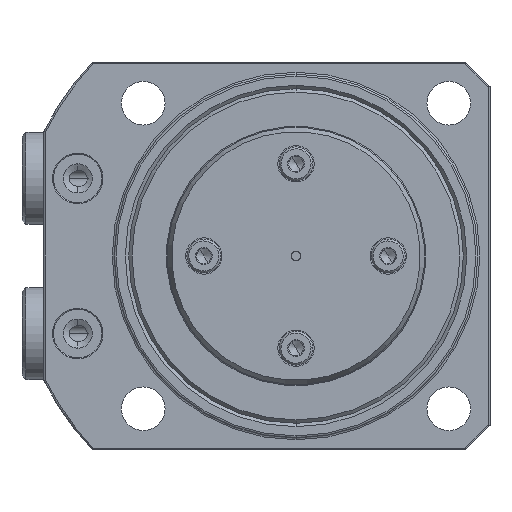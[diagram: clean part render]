
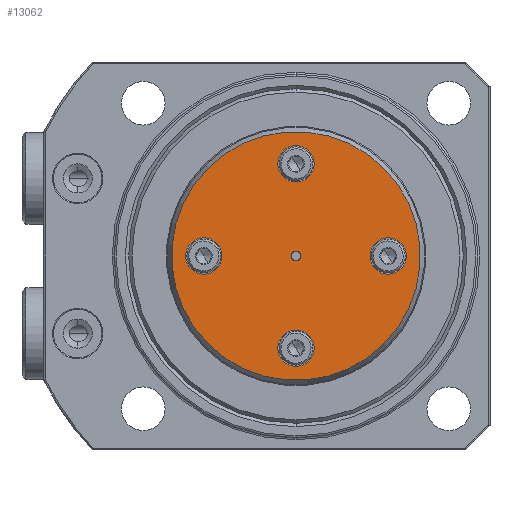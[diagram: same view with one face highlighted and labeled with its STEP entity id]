
A CAD part, front view. The second image highlights one B-rep face of the part: STEP entity #13062.
In plain terms, the highlighted planar face has unit normal (0, -1, 0).
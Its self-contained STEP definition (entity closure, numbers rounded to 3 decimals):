
#259 = AXIS2_PLACEMENT_3D ( 'NONE', #12343, #12344, #12345 ) ;
#267 = AXIS2_PLACEMENT_3D ( 'NONE', #12319, #12320, #12321 ) ;
#275 = AXIS2_PLACEMENT_3D ( 'NONE', #12295, #12296, #12297 ) ;
#280 = AXIS2_PLACEMENT_3D ( 'NONE', #12268, #12272, #12273 ) ;
#284 = AXIS2_PLACEMENT_3D ( 'NONE', #12265, #12266, #12267 ) ;
#1820 = CARTESIAN_POINT ( 'NONE',  ( 0., 0., -25.634 ) ) ;
#1821 = CARTESIAN_POINT ( 'NONE',  ( 0., 0., 25.634 ) ) ;
#1852 = CARTESIAN_POINT ( 'NONE',  ( 0., 0., 1. ) ) ;
#1854 = CARTESIAN_POINT ( 'NONE',  ( -13.435, 0., -17.185 ) ) ;
#1858 = CARTESIAN_POINT ( 'NONE',  ( 13.435, 0., 9.685 ) ) ;
#1885 = CARTESIAN_POINT ( 'NONE',  ( -13.435, 0., -9.685 ) ) ;
#1889 = CARTESIAN_POINT ( 'NONE',  ( 13.435, 0., 17.185 ) ) ;
#1903 = CARTESIAN_POINT ( 'NONE',  ( -13.435, 0., 9.685 ) ) ;
#1907 = CARTESIAN_POINT ( 'NONE',  ( -13.435, 0., 17.185 ) ) ;
#1925 = CARTESIAN_POINT ( 'NONE',  ( 0., 0., -1. ) ) ;
#1928 = CARTESIAN_POINT ( 'NONE',  ( 13.435, 0., -9.685 ) ) ;
#1930 = CARTESIAN_POINT ( 'NONE',  ( 13.435, 0., -17.185 ) ) ;
#4046 = CARTESIAN_POINT ( 'NONE',  ( -13.435, 0., 13.435 ) ) ;
#4053 = DIRECTION ( 'NONE',  ( 0., -1., 0. ) ) ;
#4054 = DIRECTION ( 'NONE',  ( 0., 0., -1. ) ) ;
#4078 = CARTESIAN_POINT ( 'NONE',  ( 13.435, 0., -13.435 ) ) ;
#4085 = DIRECTION ( 'NONE',  ( 0., -1., 0. ) ) ;
#4086 = DIRECTION ( 'NONE',  ( 0., 0., -1. ) ) ;
#4087 = CARTESIAN_POINT ( 'NONE',  ( 0., 0., 0. ) ) ;
#4088 = DIRECTION ( 'NONE',  ( 0., 1., 0. ) ) ;
#4089 = DIRECTION ( 'NONE',  ( 0., 0., 1. ) ) ;
#4090 = CARTESIAN_POINT ( 'NONE',  ( 0., 0., 0. ) ) ;
#4091 = DIRECTION ( 'NONE',  ( 0., -1., 0. ) ) ;
#4092 = DIRECTION ( 'NONE',  ( 0., 0., -1. ) ) ;
#4093 = CARTESIAN_POINT ( 'NONE',  ( -13.435, 0., -13.435 ) ) ;
#4094 = DIRECTION ( 'NONE',  ( 0., -1., 0. ) ) ;
#4095 = DIRECTION ( 'NONE',  ( 0., 0., -1. ) ) ;
#4096 = CARTESIAN_POINT ( 'NONE',  ( 13.435, 0., 13.435 ) ) ;
#4097 = DIRECTION ( 'NONE',  ( 0., -1., 0. ) ) ;
#4098 = DIRECTION ( 'NONE',  ( 0., 0., -1. ) ) ;
#4120 = CARTESIAN_POINT ( 'NONE',  ( 0., 0., 0. ) ) ;
#4127 = DIRECTION ( 'NONE',  ( 0., 1., 0. ) ) ;
#4128 = DIRECTION ( 'NONE',  ( 0., 0., 1. ) ) ;
#4480 = ORIENTED_EDGE ( 'NONE', *, *, #11284, .F. ) ;
#4481 = ORIENTED_EDGE ( 'NONE', *, *, #13296, .F. ) ;
#4485 = ORIENTED_EDGE ( 'NONE', *, *, #13298, .F. ) ;
#4486 = ORIENTED_EDGE ( 'NONE', *, *, #11260, .F. ) ;
#4487 = ORIENTED_EDGE ( 'NONE', *, *, #13288, .F. ) ;
#4489 = ORIENTED_EDGE ( 'NONE', *, *, #13299, .F. ) ;
#4491 = ORIENTED_EDGE ( 'NONE', *, *, #11258, .F. ) ;
#4497 = ORIENTED_EDGE ( 'NONE', *, *, #11268, .F. ) ;
#4498 = ORIENTED_EDGE ( 'NONE', *, *, #11276, .F. ) ;
#4499 = ORIENTED_EDGE ( 'NONE', *, *, #13309, .F. ) ;
#4518 = ORIENTED_EDGE ( 'NONE', *, *, #13295, .F. ) ;
#4522 = ORIENTED_EDGE ( 'NONE', *, *, #13297, .F. ) ;
#4980 = VERTEX_POINT ( 'NONE', #1820 ) ;
#4981 = VERTEX_POINT ( 'NONE', #1821 ) ;
#5012 = VERTEX_POINT ( 'NONE', #1852 ) ;
#5014 = VERTEX_POINT ( 'NONE', #1854 ) ;
#5018 = VERTEX_POINT ( 'NONE', #1858 ) ;
#5045 = VERTEX_POINT ( 'NONE', #1885 ) ;
#5049 = VERTEX_POINT ( 'NONE', #1889 ) ;
#5063 = VERTEX_POINT ( 'NONE', #1903 ) ;
#5067 = VERTEX_POINT ( 'NONE', #1907 ) ;
#5085 = VERTEX_POINT ( 'NONE', #1925 ) ;
#5088 = VERTEX_POINT ( 'NONE', #1928 ) ;
#5090 = VERTEX_POINT ( 'NONE', #1930 ) ;
#5312 = AXIS2_PLACEMENT_3D ( 'NONE', #4120, #4127, #4128 ) ;
#5322 = AXIS2_PLACEMENT_3D ( 'NONE', #4090, #4091, #4092 ) ;
#5323 = AXIS2_PLACEMENT_3D ( 'NONE', #4093, #4094, #4095 ) ;
#5325 = AXIS2_PLACEMENT_3D ( 'NONE', #4096, #4097, #4098 ) ;
#5328 = AXIS2_PLACEMENT_3D ( 'NONE', #4078, #4085, #4086 ) ;
#5338 = AXIS2_PLACEMENT_3D ( 'NONE', #4087, #4088, #4089 ) ;
#5340 = AXIS2_PLACEMENT_3D ( 'NONE', #4046, #4053, #4054 ) ;
#5572 = CIRCLE ( 'NONE', #5312, 25.634 ) ;
#5584 = CIRCLE ( 'NONE', #5338, 25.634 ) ;
#5627 = CIRCLE ( 'NONE', #5322, 1. ) ;
#5629 = CIRCLE ( 'NONE', #5328, 3.75 ) ;
#5630 = CIRCLE ( 'NONE', #5323, 3.75 ) ;
#5632 = CIRCLE ( 'NONE', #5325, 3.75 ) ;
#5729 = CIRCLE ( 'NONE', #5340, 3.75 ) ;
#9796 = EDGE_LOOP ( 'NONE', ( #4485, #4480 ) ) ;
#9804 = EDGE_LOOP ( 'NONE', ( #4487, #4498 ) ) ;
#9807 = EDGE_LOOP ( 'NONE', ( #4489, #4497 ) ) ;
#9833 = EDGE_LOOP ( 'NONE', ( #4499, #4481 ) ) ;
#9838 = EDGE_LOOP ( 'NONE', ( #4518, #4486 ) ) ;
#9848 = EDGE_LOOP ( 'NONE', ( #4522, #4491 ) ) ;
#11258 = EDGE_CURVE ( 'NONE', #5012, #5085, #11627, .T. ) ;
#11260 = EDGE_CURVE ( 'NONE', #5088, #5090, #11626, .T. ) ;
#11268 = EDGE_CURVE ( 'NONE', #5049, #5018, #11622, .T. ) ;
#11276 = EDGE_CURVE ( 'NONE', #5067, #5063, #11618, .T. ) ;
#11284 = EDGE_CURVE ( 'NONE', #5045, #5014, #11614, .T. ) ;
#11614 = CIRCLE ( 'NONE', #259, 3.75 ) ;
#11618 = CIRCLE ( 'NONE', #267, 3.75 ) ;
#11622 = CIRCLE ( 'NONE', #275, 3.75 ) ;
#11626 = CIRCLE ( 'NONE', #280, 3.75 ) ;
#11627 = CIRCLE ( 'NONE', #284, 1. ) ;
#12265 = CARTESIAN_POINT ( 'NONE',  ( 0., 0., 0. ) ) ;
#12266 = DIRECTION ( 'NONE',  ( 0., -1., 0. ) ) ;
#12267 = DIRECTION ( 'NONE',  ( 0., 0., -1. ) ) ;
#12268 = CARTESIAN_POINT ( 'NONE',  ( 13.435, 0., -13.435 ) ) ;
#12272 = DIRECTION ( 'NONE',  ( 0., -1., 0. ) ) ;
#12273 = DIRECTION ( 'NONE',  ( 0., 0., -1. ) ) ;
#12295 = CARTESIAN_POINT ( 'NONE',  ( 13.435, 0., 13.435 ) ) ;
#12296 = DIRECTION ( 'NONE',  ( 0., -1., 0. ) ) ;
#12297 = DIRECTION ( 'NONE',  ( 0., 0., -1. ) ) ;
#12319 = CARTESIAN_POINT ( 'NONE',  ( -13.435, 0., 13.435 ) ) ;
#12320 = DIRECTION ( 'NONE',  ( 0., -1., 0. ) ) ;
#12321 = DIRECTION ( 'NONE',  ( 0., 0., -1. ) ) ;
#12343 = CARTESIAN_POINT ( 'NONE',  ( -13.435, 0., -13.435 ) ) ;
#12344 = DIRECTION ( 'NONE',  ( 0., -1., 0. ) ) ;
#12345 = DIRECTION ( 'NONE',  ( 0., 0., -1. ) ) ;
#12926 = PLANE ( 'NONE',  #13784 ) ;
#12927 = CARTESIAN_POINT ( 'NONE',  ( -25.634, 0., 0. ) ) ;
#12928 = DIRECTION ( 'NONE',  ( 0., -1., 0. ) ) ;
#12929 = DIRECTION ( 'NONE',  ( 0., 0., -1. ) ) ;
#13062 = ADVANCED_FACE ( 'NONE', ( #13790, #13785, #13783, #13781, #13779, #13778 ), #12926, .T. ) ;
#13288 = EDGE_CURVE ( 'NONE', #5063, #5067, #5729, .T. ) ;
#13295 = EDGE_CURVE ( 'NONE', #5090, #5088, #5629, .T. ) ;
#13296 = EDGE_CURVE ( 'NONE', #4980, #4981, #5584, .T. ) ;
#13297 = EDGE_CURVE ( 'NONE', #5085, #5012, #5627, .T. ) ;
#13298 = EDGE_CURVE ( 'NONE', #5014, #5045, #5630, .T. ) ;
#13299 = EDGE_CURVE ( 'NONE', #5018, #5049, #5632, .T. ) ;
#13309 = EDGE_CURVE ( 'NONE', #4981, #4980, #5572, .T. ) ;
#13778 = FACE_OUTER_BOUND ( 'NONE', #9833, .T. ) ;
#13779 = FACE_BOUND ( 'NONE', #9796, .T. ) ;
#13781 = FACE_BOUND ( 'NONE', #9804, .T. ) ;
#13783 = FACE_BOUND ( 'NONE', #9807, .T. ) ;
#13784 = AXIS2_PLACEMENT_3D ( 'NONE', #12927, #12928, #12929 ) ;
#13785 = FACE_BOUND ( 'NONE', #9838, .T. ) ;
#13790 = FACE_BOUND ( 'NONE', #9848, .T. ) ;
